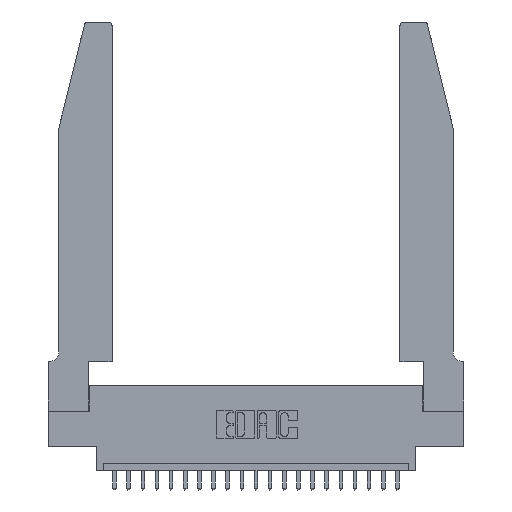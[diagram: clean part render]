
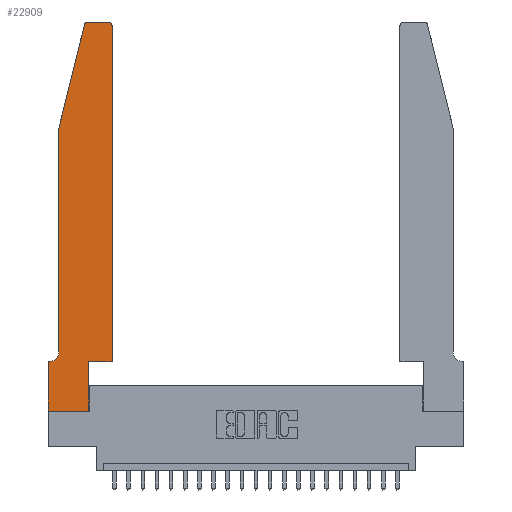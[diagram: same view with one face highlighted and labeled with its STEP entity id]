
A CAD part, top view. The second image highlights one B-rep face of the part: STEP entity #22909.
In plain terms, the highlighted planar face has unit normal (0, 0, 1).
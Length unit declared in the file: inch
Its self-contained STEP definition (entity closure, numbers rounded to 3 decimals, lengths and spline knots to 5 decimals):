
#179 = VERTEX_POINT ( 'NONE', #1947 ) ;
#184 = CARTESIAN_POINT ( 'NONE',  ( 0., 0., 0.37 ) ) ;
#257 = ORIENTED_EDGE ( 'NONE', *, *, #11691, .T. ) ;
#459 = CARTESIAN_POINT ( 'NONE',  ( 0.2865, 0.35, 0.37 ) ) ;
#874 = ORIENTED_EDGE ( 'NONE', *, *, #10015, .T. ) ;
#1355 = LINE ( 'NONE', #12117, #19784 ) ;
#1473 = LINE ( 'NONE', #11366, #2899 ) ;
#1596 = CARTESIAN_POINT ( 'NONE',  ( 0.4505, 2.72, 0.37 ) ) ;
#1784 = DIRECTION ( 'NONE',  ( 1., 0., 0. ) ) ;
#1787 = EDGE_CURVE ( 'NONE', #6744, #15978, #11825, .T. ) ;
#1810 = LINE ( 'NONE', #11761, #8118 ) ;
#1947 = CARTESIAN_POINT ( 'NONE',  ( 0.2865, 0.35, 0.37 ) ) ;
#2095 = LINE ( 'NONE', #11752, #15162 ) ;
#2431 = EDGE_LOOP ( 'NONE', ( #18104, #22518, #257, #2658, #2724, #13044, #15930, #8559, #9722, #874, #10088, #18064 ) ) ;
#2613 = CARTESIAN_POINT ( 'NONE',  ( 0., 0.35, 0.37 ) ) ;
#2658 = ORIENTED_EDGE ( 'NONE', *, *, #1787, .T. ) ;
#2664 = AXIS2_PLACEMENT_3D ( 'NONE', #17226, #20829, #20518 ) ;
#2724 = ORIENTED_EDGE ( 'NONE', *, *, #15014, .T. ) ;
#2899 = VECTOR ( 'NONE', #5825, 39.37008 ) ;
#3082 = VERTEX_POINT ( 'NONE', #184 ) ;
#3180 = EDGE_CURVE ( 'NONE', #14921, #13036, #2095, .T. ) ;
#3694 = VECTOR ( 'NONE', #15510, 39.37008 ) ;
#4036 = VERTEX_POINT ( 'NONE', #13523 ) ;
#4400 = DIRECTION ( 'NONE',  ( 0., 0., 1. ) ) ;
#4694 = VECTOR ( 'NONE', #9377, 39.37008 ) ;
#4730 = DIRECTION ( 'NONE',  ( -0.239, -0.971, 0. ) ) ;
#4832 = CIRCLE ( 'NONE', #19559, 0.07 ) ;
#4849 = LINE ( 'NONE', #459, #4694 ) ;
#5757 = VERTEX_POINT ( 'NONE', #7233 ) ;
#5825 = DIRECTION ( 'NONE',  ( -1., 0., 0. ) ) ;
#6744 = VERTEX_POINT ( 'NONE', #19899 ) ;
#7233 = CARTESIAN_POINT ( 'NONE',  ( 0.0055, 0.35, 0.37 ) ) ;
#7316 = DIRECTION ( 'NONE',  ( -1., 0., 0. ) ) ;
#8118 = VECTOR ( 'NONE', #19041, 39.37008 ) ;
#8160 = DIRECTION ( 'NONE',  ( 0., 1., 0. ) ) ;
#8343 = AXIS2_PLACEMENT_3D ( 'NONE', #18656, #20489, #9647 ) ;
#8551 = EDGE_CURVE ( 'NONE', #12584, #17658, #1355, .T. ) ;
#8559 = ORIENTED_EDGE ( 'NONE', *, *, #22905, .T. ) ;
#8853 = CARTESIAN_POINT ( 'NONE',  ( 0.284, 2.75, 0.37 ) ) ;
#9026 = DIRECTION ( 'NONE',  ( 0., 0., -1. ) ) ;
#9284 = VECTOR ( 'NONE', #4730, 39.37008 ) ;
#9377 = DIRECTION ( 'NONE',  ( 0., 1., 0. ) ) ;
#9647 = DIRECTION ( 'NONE',  ( 1., 0., 0. ) ) ;
#9722 = ORIENTED_EDGE ( 'NONE', *, *, #18469, .T. ) ;
#10015 = EDGE_CURVE ( 'NONE', #179, #14921, #16577, .T. ) ;
#10030 = DIRECTION ( 'NONE',  ( 1., 0., 0. ) ) ;
#10088 = ORIENTED_EDGE ( 'NONE', *, *, #3180, .T. ) ;
#11218 = VECTOR ( 'NONE', #1784, 39.37008 ) ;
#11366 = CARTESIAN_POINT ( 'NONE',  ( 0.0755, 0.35, 0.37 ) ) ;
#11496 = CARTESIAN_POINT ( 'NONE',  ( 0.25487, 2.72718, 0.37 ) ) ;
#11691 = EDGE_CURVE ( 'NONE', #13339, #6744, #14895, .T. ) ;
#11752 = CARTESIAN_POINT ( 'NONE',  ( 0.4505, 0.35, 0.37 ) ) ;
#11761 = CARTESIAN_POINT ( 'NONE',  ( 0., 0., 0.37 ) ) ;
#11825 = LINE ( 'NONE', #13718, #16626 ) ;
#12117 = CARTESIAN_POINT ( 'NONE',  ( 0.2605, 2.75, 0.37 ) ) ;
#12525 = DIRECTION ( 'NONE',  ( 0., -1., 0. ) ) ;
#12584 = VERTEX_POINT ( 'NONE', #12671 ) ;
#12671 = CARTESIAN_POINT ( 'NONE',  ( 0.4205, 2.75, 0.37 ) ) ;
#13036 = VERTEX_POINT ( 'NONE', #1596 ) ;
#13044 = ORIENTED_EDGE ( 'NONE', *, *, #13367, .T. ) ;
#13339 = VERTEX_POINT ( 'NONE', #11496 ) ;
#13367 = EDGE_CURVE ( 'NONE', #5757, #14383, #1473, .T. ) ;
#13523 = CARTESIAN_POINT ( 'NONE',  ( 0.2865, 0., 0.37 ) ) ;
#13622 = EDGE_CURVE ( 'NONE', #17658, #13339, #13681, .T. ) ;
#13681 = CIRCLE ( 'NONE', #2664, 0.03 ) ;
#13718 = CARTESIAN_POINT ( 'NONE',  ( 0.0755, 2., 0.37 ) ) ;
#13731 = CIRCLE ( 'NONE', #8343, 0.03 ) ;
#14383 = VERTEX_POINT ( 'NONE', #22077 ) ;
#14895 = LINE ( 'NONE', #15403, #9284 ) ;
#14921 = VERTEX_POINT ( 'NONE', #19534 ) ;
#15014 = EDGE_CURVE ( 'NONE', #15978, #5757, #4832, .T. ) ;
#15162 = VECTOR ( 'NONE', #8160, 39.37008 ) ;
#15403 = CARTESIAN_POINT ( 'NONE',  ( 0.0755, 2., 0.37 ) ) ;
#15510 = DIRECTION ( 'NONE',  ( 0., -1., 0. ) ) ;
#15591 = CARTESIAN_POINT ( 'NONE',  ( 0., 0., 0.37 ) ) ;
#15930 = ORIENTED_EDGE ( 'NONE', *, *, #19324, .T. ) ;
#15978 = VERTEX_POINT ( 'NONE', #18057 ) ;
#16577 = LINE ( 'NONE', #19632, #11218 ) ;
#16626 = VECTOR ( 'NONE', #12525, 39.37008 ) ;
#17226 = CARTESIAN_POINT ( 'NONE',  ( 0.284, 2.72, 0.37 ) ) ;
#17658 = VERTEX_POINT ( 'NONE', #8853 ) ;
#17936 = CARTESIAN_POINT ( 'NONE',  ( 0.0055, 0.42, 0.37 ) ) ;
#18057 = CARTESIAN_POINT ( 'NONE',  ( 0.0755, 0.42, 0.37 ) ) ;
#18064 = ORIENTED_EDGE ( 'NONE', *, *, #22863, .T. ) ;
#18104 = ORIENTED_EDGE ( 'NONE', *, *, #8551, .T. ) ;
#18469 = EDGE_CURVE ( 'NONE', #4036, #179, #4849, .T. ) ;
#18656 = CARTESIAN_POINT ( 'NONE',  ( 0.4205, 2.72, 0.37 ) ) ;
#19041 = DIRECTION ( 'NONE',  ( 1., 0., 0. ) ) ;
#19209 = AXIS2_PLACEMENT_3D ( 'NONE', #2613, #4400, #10030 ) ;
#19324 = EDGE_CURVE ( 'NONE', #14383, #3082, #20407, .T. ) ;
#19534 = CARTESIAN_POINT ( 'NONE',  ( 0.4505, 0.35, 0.37 ) ) ;
#19559 = AXIS2_PLACEMENT_3D ( 'NONE', #17936, #9026, #7316 ) ;
#19632 = CARTESIAN_POINT ( 'NONE',  ( 0.4505, 0.35, 0.37 ) ) ;
#19784 = VECTOR ( 'NONE', #21228, 39.37008 ) ;
#19899 = CARTESIAN_POINT ( 'NONE',  ( 0.0755, 2., 0.37 ) ) ;
#20407 = LINE ( 'NONE', #15591, #3694 ) ;
#20489 = DIRECTION ( 'NONE',  ( 0., 0., 1. ) ) ;
#20518 = DIRECTION ( 'NONE',  ( 1., 0., 0. ) ) ;
#20829 = DIRECTION ( 'NONE',  ( 0., 0., 1. ) ) ;
#21228 = DIRECTION ( 'NONE',  ( -1., 0., 0. ) ) ;
#22077 = CARTESIAN_POINT ( 'NONE',  ( 0., 0.35, 0.37 ) ) ;
#22288 = FACE_OUTER_BOUND ( 'NONE', #2431, .T. ) ;
#22518 = ORIENTED_EDGE ( 'NONE', *, *, #13622, .T. ) ;
#22647 = PLANE ( 'NONE',  #19209 ) ;
#22863 = EDGE_CURVE ( 'NONE', #13036, #12584, #13731, .T. ) ;
#22905 = EDGE_CURVE ( 'NONE', #3082, #4036, #1810, .T. ) ;
#22909 = ADVANCED_FACE ( 'NONE', ( #22288 ), #22647, .T. ) ;
